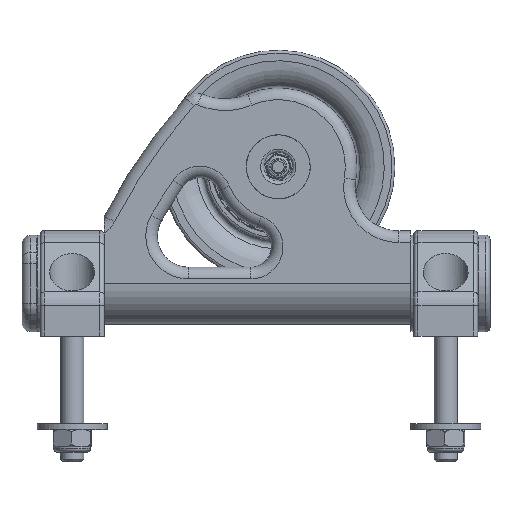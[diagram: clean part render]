
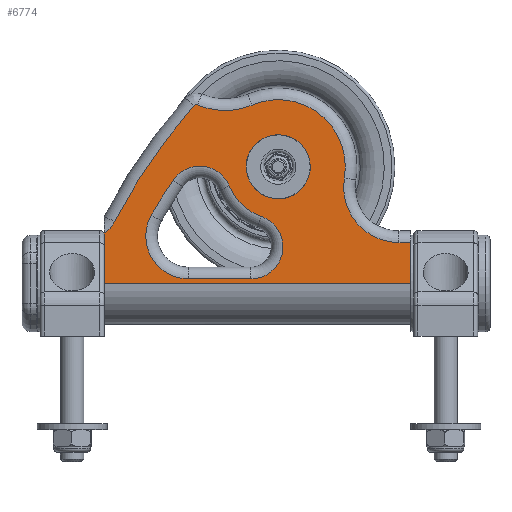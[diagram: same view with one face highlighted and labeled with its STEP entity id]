
A CAD part, top view. The second image highlights one B-rep face of the part: STEP entity #6774.
In plain terms, the highlighted planar face has unit normal (0, 0, 1).
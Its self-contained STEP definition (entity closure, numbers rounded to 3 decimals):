
#489=LINE('',#12905,#762);
#490=LINE('',#12907,#763);
#491=LINE('',#12909,#764);
#492=LINE('',#12911,#765);
#493=LINE('',#12913,#766);
#494=LINE('',#12915,#767);
#495=LINE('',#12933,#768);
#762=VECTOR('',#9293,10.);
#763=VECTOR('',#9294,10.);
#764=VECTOR('',#9295,10.);
#765=VECTOR('',#9296,10.);
#766=VECTOR('',#9297,10.);
#767=VECTOR('',#9298,10.);
#768=VECTOR('',#9315,10.);
#1165=FACE_BOUND('',#2227,.T.);
#1166=FACE_BOUND('',#2228,.T.);
#1554=FACE_OUTER_BOUND('',#2226,.T.);
#2226=EDGE_LOOP('',(#5605,#5606,#5607,#5608,#5609,#5610,#5611,#5612,#5613,
#5614,#5615,#5616));
#2227=EDGE_LOOP('',(#5617,#5618,#5619,#5620));
#2228=EDGE_LOOP('',(#5621,#5622,#5623,#5624,#5625,#5626));
#2759=CIRCLE('',#7424,10.95);
#2823=CIRCLE('',#7523,2.);
#2825=CIRCLE('',#7527,2.);
#2831=CIRCLE('',#7537,11.);
#2851=CIRCLE('',#7568,19.);
#2852=CIRCLE('',#7569,23.);
#2853=CIRCLE('',#7570,24.);
#2854=CIRCLE('',#7571,1.);
#2855=CIRCLE('',#7572,196.);
#2856=CIRCLE('',#7573,10.);
#2857=CIRCLE('',#7574,18.);
#2858=CIRCLE('',#7575,11.);
#2859=CIRCLE('',#7576,14.605);
#2860=CIRCLE('',#7577,186.);
#2861=CIRCLE('',#7578,11.);
#3348=VERTEX_POINT('',#12101);
#3354=VERTEX_POINT('',#12112);
#3458=VERTEX_POINT('',#12800);
#3462=VERTEX_POINT('',#12812);
#3490=VERTEX_POINT('',#12903);
#3491=VERTEX_POINT('',#12904);
#3492=VERTEX_POINT('',#12906);
#3493=VERTEX_POINT('',#12908);
#3494=VERTEX_POINT('',#12910);
#3495=VERTEX_POINT('',#12912);
#3496=VERTEX_POINT('',#12914);
#3497=VERTEX_POINT('',#12916);
#3498=VERTEX_POINT('',#12918);
#3499=VERTEX_POINT('',#12920);
#3500=VERTEX_POINT('',#12922);
#3501=VERTEX_POINT('',#12924);
#3502=VERTEX_POINT('',#12927);
#3503=VERTEX_POINT('',#12928);
#3504=VERTEX_POINT('',#12930);
#3505=VERTEX_POINT('',#12932);
#3506=VERTEX_POINT('',#12934);
#3507=VERTEX_POINT('',#12936);
#4103=EDGE_CURVE('',#3354,#3348,#2759,.T.);
#4224=EDGE_CURVE('',#3354,#3458,#2823,.T.);
#4231=EDGE_CURVE('',#3462,#3348,#2825,.T.);
#4237=EDGE_CURVE('',#3462,#3458,#2831,.T.);
#4268=EDGE_CURVE('',#3490,#3491,#489,.T.);
#4269=EDGE_CURVE('',#3491,#3492,#490,.T.);
#4270=EDGE_CURVE('',#3493,#3492,#491,.T.);
#4271=EDGE_CURVE('',#3493,#3494,#492,.T.);
#4272=EDGE_CURVE('',#3494,#3495,#493,.T.);
#4273=EDGE_CURVE('',#3496,#3495,#494,.T.);
#4274=EDGE_CURVE('',#3497,#3496,#2851,.T.);
#4275=EDGE_CURVE('',#3497,#3498,#2852,.T.);
#4276=EDGE_CURVE('',#3499,#3498,#2853,.T.);
#4277=EDGE_CURVE('',#3499,#3500,#2854,.T.);
#4278=EDGE_CURVE('',#3500,#3501,#2855,.T.);
#4279=EDGE_CURVE('',#3490,#3501,#2856,.T.);
#4280=EDGE_CURVE('',#3502,#3503,#2857,.T.);
#4281=EDGE_CURVE('',#3504,#3502,#2858,.T.);
#4282=EDGE_CURVE('',#3505,#3504,#495,.T.);
#4283=EDGE_CURVE('',#3506,#3505,#2859,.T.);
#4284=EDGE_CURVE('',#3507,#3506,#2860,.T.);
#4285=EDGE_CURVE('',#3503,#3507,#2861,.T.);
#5605=ORIENTED_EDGE('',*,*,#4268,.T.);
#5606=ORIENTED_EDGE('',*,*,#4269,.T.);
#5607=ORIENTED_EDGE('',*,*,#4270,.F.);
#5608=ORIENTED_EDGE('',*,*,#4271,.T.);
#5609=ORIENTED_EDGE('',*,*,#4272,.T.);
#5610=ORIENTED_EDGE('',*,*,#4273,.F.);
#5611=ORIENTED_EDGE('',*,*,#4274,.F.);
#5612=ORIENTED_EDGE('',*,*,#4275,.T.);
#5613=ORIENTED_EDGE('',*,*,#4276,.F.);
#5614=ORIENTED_EDGE('',*,*,#4277,.T.);
#5615=ORIENTED_EDGE('',*,*,#4278,.T.);
#5616=ORIENTED_EDGE('',*,*,#4279,.F.);
#5617=ORIENTED_EDGE('',*,*,#4103,.T.);
#5618=ORIENTED_EDGE('',*,*,#4231,.F.);
#5619=ORIENTED_EDGE('',*,*,#4237,.T.);
#5620=ORIENTED_EDGE('',*,*,#4224,.F.);
#5621=ORIENTED_EDGE('',*,*,#4280,.F.);
#5622=ORIENTED_EDGE('',*,*,#4281,.F.);
#5623=ORIENTED_EDGE('',*,*,#4282,.F.);
#5624=ORIENTED_EDGE('',*,*,#4283,.F.);
#5625=ORIENTED_EDGE('',*,*,#4284,.F.);
#5626=ORIENTED_EDGE('',*,*,#4285,.F.);
#6446=PLANE('',#7567);
#6774=ADVANCED_FACE('',(#1554,#1165,#1166),#6446,.T.);
#7424=AXIS2_PLACEMENT_3D('',#12150,#8950,#8951);
#7523=AXIS2_PLACEMENT_3D('',#12801,#9189,#9190);
#7527=AXIS2_PLACEMENT_3D('',#12814,#9202,#9203);
#7537=AXIS2_PLACEMENT_3D('',#12826,#9222,#9223);
#7567=AXIS2_PLACEMENT_3D('',#12902,#9291,#9292);
#7568=AXIS2_PLACEMENT_3D('',#12917,#9299,#9300);
#7569=AXIS2_PLACEMENT_3D('',#12919,#9301,#9302);
#7570=AXIS2_PLACEMENT_3D('',#12921,#9303,#9304);
#7571=AXIS2_PLACEMENT_3D('',#12923,#9305,#9306);
#7572=AXIS2_PLACEMENT_3D('',#12925,#9307,#9308);
#7573=AXIS2_PLACEMENT_3D('',#12926,#9309,#9310);
#7574=AXIS2_PLACEMENT_3D('',#12929,#9311,#9312);
#7575=AXIS2_PLACEMENT_3D('',#12931,#9313,#9314);
#7576=AXIS2_PLACEMENT_3D('',#12935,#9316,#9317);
#7577=AXIS2_PLACEMENT_3D('',#12937,#9318,#9319);
#7578=AXIS2_PLACEMENT_3D('',#12938,#9320,#9321);
#8950=DIRECTION('center_axis',(0.,0.,-1.));
#8951=DIRECTION('ref_axis',(-0.707,-0.707,0.));
#9189=DIRECTION('center_axis',(0.,0.,1.));
#9190=DIRECTION('ref_axis',(-0.357,-0.934,0.));
#9202=DIRECTION('center_axis',(0.,0.,1.));
#9203=DIRECTION('ref_axis',(-0.934,-0.357,0.));
#9222=DIRECTION('center_axis',(0.,0.,-1.));
#9223=DIRECTION('ref_axis',(-1.,0.,0.));
#9291=DIRECTION('center_axis',(0.,0.,1.));
#9292=DIRECTION('ref_axis',(1.,0.,0.));
#9293=DIRECTION('',(0.,-1.,0.));
#9294=DIRECTION('',(0.,-1.,0.));
#9295=DIRECTION('',(-1.,0.,0.));
#9296=DIRECTION('',(0.,1.,0.));
#9297=DIRECTION('',(0.,1.,0.));
#9298=DIRECTION('',(1.,0.,0.));
#9299=DIRECTION('center_axis',(0.,0.,1.));
#9300=DIRECTION('ref_axis',(-1.,0.,0.));
#9301=DIRECTION('center_axis',(0.,0.,1.));
#9302=DIRECTION('ref_axis',(1.,0.,0.));
#9303=DIRECTION('center_axis',(0.,0.,1.));
#9304=DIRECTION('ref_axis',(-1.,0.,0.));
#9305=DIRECTION('center_axis',(0.,0.,1.));
#9306=DIRECTION('ref_axis',(1.,0.,0.));
#9307=DIRECTION('center_axis',(0.,0.,1.));
#9308=DIRECTION('ref_axis',(1.,0.,0.));
#9309=DIRECTION('center_axis',(0.,0.,1.));
#9310=DIRECTION('ref_axis',(-1.,0.,0.));
#9311=DIRECTION('center_axis',(0.,0.,-1.));
#9312=DIRECTION('ref_axis',(-0.689,-0.725,0.));
#9313=DIRECTION('center_axis',(0.,0.,1.));
#9314=DIRECTION('ref_axis',(0.986,-0.164,0.));
#9315=DIRECTION('',(1.,0.,0.));
#9316=DIRECTION('center_axis',(0.,0.,1.));
#9317=DIRECTION('ref_axis',(-0.865,-0.502,0.));
#9318=DIRECTION('center_axis',(0.,0.,1.));
#9319=DIRECTION('ref_axis',(-0.849,0.529,0.));
#9320=DIRECTION('center_axis',(0.,0.,1.));
#9321=DIRECTION('ref_axis',(0.107,0.994,0.));
#12101=CARTESIAN_POINT('',(-10.949,54.119,14.));
#12112=CARTESIAN_POINT('',(0.119,43.051,14.));
#12150=CARTESIAN_POINT('Origin',(0.,54.,14.));
#12800=CARTESIAN_POINT('',(0.612,43.017,14.));
#12801=CARTESIAN_POINT('Origin',(0.501,45.014,14.));
#12812=CARTESIAN_POINT('',(-10.983,54.612,14.));
#12814=CARTESIAN_POINT('Origin',(-8.986,54.501,14.));
#12826=CARTESIAN_POINT('Origin',(0.,54.,14.));
#12902=CARTESIAN_POINT('Origin',(-5.709,28.805,14.));
#12903=CARTESIAN_POINT('',(-59.673,31.294,14.));
#12904=CARTESIAN_POINT('',(-59.673,23.942,14.));
#12905=CARTESIAN_POINT('',(-59.673,20.911,14.));
#12906=CARTESIAN_POINT('',(-59.673,14.,14.));
#12907=CARTESIAN_POINT('',(-59.673,20.911,14.));
#12908=CARTESIAN_POINT('',(45.427,14.,14.));
#12909=CARTESIAN_POINT('',(-81.873,14.,14.));
#12910=CARTESIAN_POINT('',(45.427,22.732,14.));
#12911=CARTESIAN_POINT('',(45.427,28.402,14.));
#12912=CARTESIAN_POINT('',(45.427,28.,14.));
#12913=CARTESIAN_POINT('',(45.427,28.402,14.));
#12914=CARTESIAN_POINT('',(41.413,28.,14.));
#12915=CARTESIAN_POINT('',(53.081,28.,14.));
#12916=CARTESIAN_POINT('',(22.678,50.167,14.));
#12917=CARTESIAN_POINT('Origin',(41.413,47.,14.));
#12918=CARTESIAN_POINT('',(-8.961,75.183,14.));
#12919=CARTESIAN_POINT('Origin',(0.,54.,14.));
#12920=CARTESIAN_POINT('',(-27.731,75.212,14.));
#12921=CARTESIAN_POINT('Origin',(-18.311,97.286,14.));
#12922=CARTESIAN_POINT('',(-28.873,74.955,14.));
#12923=CARTESIAN_POINT('Origin',(-28.123,74.292,14.));
#12924=CARTESIAN_POINT('',(-56.12,35.163,14.));
#12925=CARTESIAN_POINT('Origin',(117.994,-54.838,14.));
#12926=CARTESIAN_POINT('Origin',(-65.003,39.755,14.));
#12927=CARTESIAN_POINT('',(-5.816,36.966,14.));
#12928=CARTESIAN_POINT('',(-16.717,47.327,14.));
#12929=CARTESIAN_POINT('Origin',(0.,54.,14.));
#12930=CARTESIAN_POINT('',(-9.371,15.556,14.));
#12931=CARTESIAN_POINT('Origin',(-9.371,26.556,14.));
#12932=CARTESIAN_POINT('',(-30.839,15.556,14.));
#12933=CARTESIAN_POINT('',(-7.54,15.556,14.));
#12934=CARTESIAN_POINT('',(-43.522,37.404,14.));
#12935=CARTESIAN_POINT('Origin',(-30.839,30.161,14.));
#12936=CARTESIAN_POINT('',(-36.043,49.414,14.));
#12937=CARTESIAN_POINT('Origin',(117.994,-54.838,14.));
#12938=CARTESIAN_POINT('Origin',(-26.933,43.249,14.));
